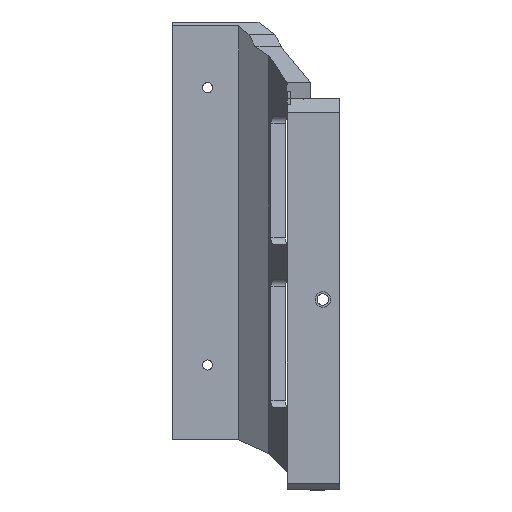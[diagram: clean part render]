
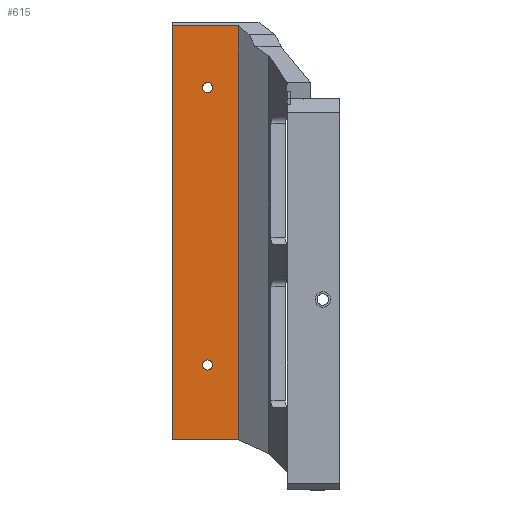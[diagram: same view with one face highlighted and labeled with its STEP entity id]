
A CAD part, front view. The second image highlights one B-rep face of the part: STEP entity #615.
In plain terms, the highlighted planar face has unit normal (0, -1, 0).
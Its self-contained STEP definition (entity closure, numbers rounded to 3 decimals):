
#111 = VERTEX_POINT('',#112);
#112 = CARTESIAN_POINT('',(19.013,47.423,133.862));
#118 = EDGE_CURVE('',#119,#111,#121,.T.);
#119 = VERTEX_POINT('',#120);
#120 = CARTESIAN_POINT('',(-0.032,47.423,133.862));
#121 = LINE('',#122,#123);
#122 = CARTESIAN_POINT('',(11.822,47.423,133.862));
#123 = VECTOR('',#124,1.);
#124 = DIRECTION('',(1.,0.,0.));
#545 = VERTEX_POINT('',#546);
#546 = CARTESIAN_POINT('',(19.013,47.423,14.447));
#552 = EDGE_CURVE('',#545,#553,#555,.T.);
#553 = VERTEX_POINT('',#554);
#554 = CARTESIAN_POINT('',(-0.032,47.423,14.447)
  );
#555 = LINE('',#556,#557);
#556 = CARTESIAN_POINT('',(19.836,47.423,14.447));
#557 = VECTOR('',#558,1.);
#558 = DIRECTION('',(-1.,0.,0.));
#584 = EDGE_CURVE('',#545,#111,#585,.T.);
#585 = LINE('',#586,#587);
#586 = CARTESIAN_POINT('',(19.013,47.423,0.));
#587 = VECTOR('',#588,1.);
#588 = DIRECTION('',(0.,0.,1.));
#605 = EDGE_CURVE('',#553,#119,#606,.T.);
#606 = LINE('',#607,#608);
#607 = CARTESIAN_POINT('',(-0.032,47.423,
    0.));
#608 = VECTOR('',#609,1.);
#609 = DIRECTION('',(0.,0.,1.));
#615 = ADVANCED_FACE('',(#616,#622,#633),#644,.F.);
#616 = FACE_BOUND('',#617,.F.);
#617 = EDGE_LOOP('',(#618,#619,#620,#621));
#618 = ORIENTED_EDGE('',*,*,#584,.F.);
#619 = ORIENTED_EDGE('',*,*,#552,.T.);
#620 = ORIENTED_EDGE('',*,*,#605,.T.);
#621 = ORIENTED_EDGE('',*,*,#118,.T.);
#622 = FACE_BOUND('',#623,.F.);
#623 = EDGE_LOOP('',(#624));
#624 = ORIENTED_EDGE('',*,*,#625,.T.);
#625 = EDGE_CURVE('',#626,#626,#628,.T.);
#626 = VERTEX_POINT('',#627);
#627 = CARTESIAN_POINT('',(11.473,47.423,116.062));
#628 = CIRCLE('',#629,1.45);
#629 = AXIS2_PLACEMENT_3D('',#630,#631,#632);
#630 = CARTESIAN_POINT('',(10.023,47.423,116.062));
#631 = DIRECTION('',(0.,-1.,0.));
#632 = DIRECTION('',(1.,0.,0.));
#633 = FACE_BOUND('',#634,.F.);
#634 = EDGE_LOOP('',(#635));
#635 = ORIENTED_EDGE('',*,*,#636,.T.);
#636 = EDGE_CURVE('',#637,#637,#639,.T.);
#637 = VERTEX_POINT('',#638);
#638 = CARTESIAN_POINT('',(11.473,47.423,36.062));
#639 = CIRCLE('',#640,1.45);
#640 = AXIS2_PLACEMENT_3D('',#641,#642,#643);
#641 = CARTESIAN_POINT('',(10.023,47.423,36.062));
#642 = DIRECTION('',(0.,-1.,0.));
#643 = DIRECTION('',(1.,0.,0.));
#644 = PLANE('',#645);
#645 = AXIS2_PLACEMENT_3D('',#646,#647,#648);
#646 = CARTESIAN_POINT('',(-0.032,47.423,
    0.));
#647 = DIRECTION('',(0.,1.,0.));
#648 = DIRECTION('',(1.,0.,0.));
